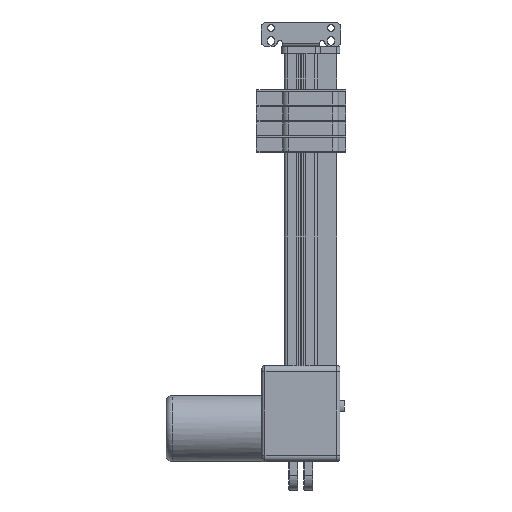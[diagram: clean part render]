
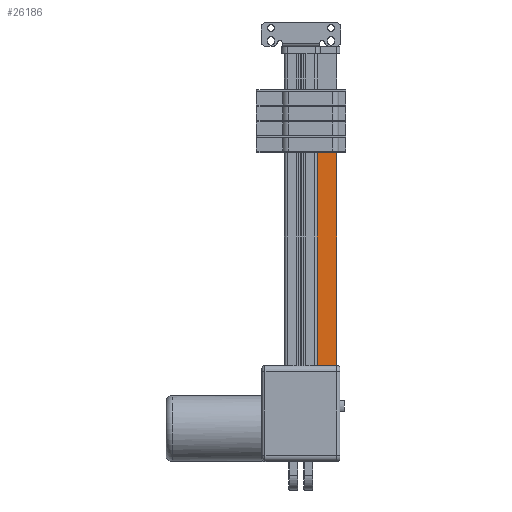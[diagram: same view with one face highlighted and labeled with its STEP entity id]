
A CAD part, front view. The second image highlights one B-rep face of the part: STEP entity #26186.
In plain terms, the highlighted planar face has unit normal (0, -1, 0).
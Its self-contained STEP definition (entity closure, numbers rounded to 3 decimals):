
#3129 = PLANE('',#3130);
#3130 = AXIS2_PLACEMENT_3D('',#3131,#3132,#3133);
#3131 = CARTESIAN_POINT('',(-10.319,0.,225.425));
#3132 = DIRECTION('',(0.,0.,1.));
#3133 = DIRECTION('',(1.,0.,0.));
#9815 = VERTEX_POINT('',#9816);
#9816 = CARTESIAN_POINT('',(3.969,6.35,225.425));
#9830 = PLANE('',#9831);
#9831 = AXIS2_PLACEMENT_3D('',#9832,#9833,#9834);
#9832 = CARTESIAN_POINT('',(3.969,4.,1093.47));
#9833 = DIRECTION('',(-1.,0.,0.));
#9834 = DIRECTION('',(0.,1.,0.));
#9842 = EDGE_CURVE('',#9843,#9815,#9845,.T.);
#9843 = VERTEX_POINT('',#9844);
#9844 = CARTESIAN_POINT('',(27.481,6.35,225.425));
#9845 = SURFACE_CURVE('',#9846,(#9850,#9857),.PCURVE_S1.);
#9846 = LINE('',#9847,#9848);
#9847 = CARTESIAN_POINT('',(-1.588,6.35,225.425));
#9848 = VECTOR('',#9849,1.);
#9849 = DIRECTION('',(-1.,0.,0.));
#9850 = PCURVE('',#3129,#9851);
#9851 = DEFINITIONAL_REPRESENTATION('',(#9852),#9856);
#9852 = LINE('',#9853,#9854);
#9853 = CARTESIAN_POINT('',(8.731,6.35));
#9854 = VECTOR('',#9855,1.);
#9855 = DIRECTION('',(-1.,0.));
#9856 = ( GEOMETRIC_REPRESENTATION_CONTEXT(2) 
PARAMETRIC_REPRESENTATION_CONTEXT() REPRESENTATION_CONTEXT('2D SPACE',''
  ) );
#9857 = PCURVE('',#9858,#9863);
#9858 = PLANE('',#9859);
#9859 = AXIS2_PLACEMENT_3D('',#9860,#9861,#9862);
#9860 = CARTESIAN_POINT('',(7.144,6.35,0.));
#9861 = DIRECTION('',(0.,-1.,0.));
#9862 = DIRECTION('',(1.,0.,0.));
#9863 = DEFINITIONAL_REPRESENTATION('',(#9864),#9868);
#9864 = LINE('',#9865,#9866);
#9865 = CARTESIAN_POINT('',(-8.731,225.425));
#9866 = VECTOR('',#9867,1.);
#9867 = DIRECTION('',(-1.,0.));
#9868 = ( GEOMETRIC_REPRESENTATION_CONTEXT(2) 
PARAMETRIC_REPRESENTATION_CONTEXT() REPRESENTATION_CONTEXT('2D SPACE',''
  ) );
#9889 = CYLINDRICAL_SURFACE('',#9890,0.3);
#9890 = AXIS2_PLACEMENT_3D('',#9891,#9892,#9893);
#9891 = CARTESIAN_POINT('',(27.481,6.65,0.));
#9892 = DIRECTION('',(0.,0.,1.));
#9893 = DIRECTION('',(0.707,-0.707,0.));
#22067 = PLANE('',#22068);
#22068 = AXIS2_PLACEMENT_3D('',#22069,#22070,#22071);
#22069 = CARTESIAN_POINT('',(-10.319,42.863,0.));
#22070 = DIRECTION('',(0.,0.,1.));
#22071 = DIRECTION('',(1.,0.,0.));
#26144 = VERTEX_POINT('',#26145);
#26145 = CARTESIAN_POINT('',(3.969,6.35,0.));
#26166 = EDGE_CURVE('',#9815,#26144,#26167,.T.);
#26167 = SURFACE_CURVE('',#26168,(#26172,#26179),.PCURVE_S1.);
#26168 = LINE('',#26169,#26170);
#26169 = CARTESIAN_POINT('',(3.969,6.35,1093.47));
#26170 = VECTOR('',#26171,1.);
#26171 = DIRECTION('',(0.,0.,-1.));
#26172 = PCURVE('',#9830,#26173);
#26173 = DEFINITIONAL_REPRESENTATION('',(#26174),#26178);
#26174 = LINE('',#26175,#26176);
#26175 = CARTESIAN_POINT('',(2.35,0.));
#26176 = VECTOR('',#26177,1.);
#26177 = DIRECTION('',(0.,1.));
#26178 = ( GEOMETRIC_REPRESENTATION_CONTEXT(2) 
PARAMETRIC_REPRESENTATION_CONTEXT() REPRESENTATION_CONTEXT('2D SPACE',''
  ) );
#26179 = PCURVE('',#9858,#26180);
#26180 = DEFINITIONAL_REPRESENTATION('',(#26181),#26185);
#26181 = LINE('',#26182,#26183);
#26182 = CARTESIAN_POINT('',(-3.175,1093.47));
#26183 = VECTOR('',#26184,1.);
#26184 = DIRECTION('',(0.,-1.));
#26185 = ( GEOMETRIC_REPRESENTATION_CONTEXT(2) 
PARAMETRIC_REPRESENTATION_CONTEXT() REPRESENTATION_CONTEXT('2D SPACE',''
  ) );
#26186 = ADVANCED_FACE('',(#26187),#9858,.T.);
#26187 = FACE_BOUND('',#26188,.T.);
#26188 = EDGE_LOOP('',(#26189,#26190,#26191,#26214));
#26189 = ORIENTED_EDGE('',*,*,#9842,.T.);
#26190 = ORIENTED_EDGE('',*,*,#26166,.T.);
#26191 = ORIENTED_EDGE('',*,*,#26192,.F.);
#26192 = EDGE_CURVE('',#26193,#26144,#26195,.T.);
#26193 = VERTEX_POINT('',#26194);
#26194 = CARTESIAN_POINT('',(27.481,6.35,0.));
#26195 = SURFACE_CURVE('',#26196,(#26200,#26207),.PCURVE_S1.);
#26196 = LINE('',#26197,#26198);
#26197 = CARTESIAN_POINT('',(0.627,6.35,0.));
#26198 = VECTOR('',#26199,1.);
#26199 = DIRECTION('',(-1.,0.,0.));
#26200 = PCURVE('',#9858,#26201);
#26201 = DEFINITIONAL_REPRESENTATION('',(#26202),#26206);
#26202 = LINE('',#26203,#26204);
#26203 = CARTESIAN_POINT('',(-6.517,0.));
#26204 = VECTOR('',#26205,1.);
#26205 = DIRECTION('',(-1.,0.));
#26206 = ( GEOMETRIC_REPRESENTATION_CONTEXT(2) 
PARAMETRIC_REPRESENTATION_CONTEXT() REPRESENTATION_CONTEXT('2D SPACE',''
  ) );
#26207 = PCURVE('',#22067,#26208);
#26208 = DEFINITIONAL_REPRESENTATION('',(#26209),#26213);
#26209 = LINE('',#26210,#26211);
#26210 = CARTESIAN_POINT('',(10.945,-36.513));
#26211 = VECTOR('',#26212,1.);
#26212 = DIRECTION('',(-1.,0.));
#26213 = ( GEOMETRIC_REPRESENTATION_CONTEXT(2) 
PARAMETRIC_REPRESENTATION_CONTEXT() REPRESENTATION_CONTEXT('2D SPACE',''
  ) );
#26214 = ORIENTED_EDGE('',*,*,#26215,.F.);
#26215 = EDGE_CURVE('',#9843,#26193,#26216,.T.);
#26216 = SURFACE_CURVE('',#26217,(#26221,#26228),.PCURVE_S1.);
#26217 = LINE('',#26218,#26219);
#26218 = CARTESIAN_POINT('',(27.481,6.35,0.));
#26219 = VECTOR('',#26220,1.);
#26220 = DIRECTION('',(0.,0.,-1.));
#26221 = PCURVE('',#9858,#26222);
#26222 = DEFINITIONAL_REPRESENTATION('',(#26223),#26227);
#26223 = LINE('',#26224,#26225);
#26224 = CARTESIAN_POINT('',(20.338,0.));
#26225 = VECTOR('',#26226,1.);
#26226 = DIRECTION('',(0.,-1.));
#26227 = ( GEOMETRIC_REPRESENTATION_CONTEXT(2) 
PARAMETRIC_REPRESENTATION_CONTEXT() REPRESENTATION_CONTEXT('2D SPACE',''
  ) );
#26228 = PCURVE('',#9889,#26229);
#26229 = DEFINITIONAL_REPRESENTATION('',(#26230),#26256);
#26230 = B_SPLINE_CURVE_WITH_KNOTS('',3,(#26231,#26232,#26233,#26234,
    #26235,#26236,#26237,#26238,#26239,#26240,#26241,#26242,#26243,
    #26244,#26245,#26246,#26247,#26248,#26249,#26250,#26251,#26252,
    #26253,#26254,#26255),.UNSPECIFIED.,.F.,.F.,(4,1,1,1,1,1,1,1,1,1,1,1
    ,1,1,1,1,1,1,1,1,1,1,4),(-225.425,-215.178,-204.932,
    -194.685,-184.439,-174.192,-163.945,
    -153.699,-143.452,-133.206,-122.959,
    -112.713,-102.466,-92.219,-81.973,
    -71.726,-61.48,-51.233,-40.986,
    -30.74,-20.493,-10.247,0.),
  .UNSPECIFIED.);
#26231 = CARTESIAN_POINT('',(5.498,225.425));
#26232 = CARTESIAN_POINT('',(5.498,222.009));
#26233 = CARTESIAN_POINT('',(5.498,215.178));
#26234 = CARTESIAN_POINT('',(5.498,204.932));
#26235 = CARTESIAN_POINT('',(5.498,194.685));
#26236 = CARTESIAN_POINT('',(5.498,184.439));
#26237 = CARTESIAN_POINT('',(5.498,174.192));
#26238 = CARTESIAN_POINT('',(5.498,163.945));
#26239 = CARTESIAN_POINT('',(5.498,153.699));
#26240 = CARTESIAN_POINT('',(5.498,143.452));
#26241 = CARTESIAN_POINT('',(5.498,133.206));
#26242 = CARTESIAN_POINT('',(5.498,122.959));
#26243 = CARTESIAN_POINT('',(5.498,112.713));
#26244 = CARTESIAN_POINT('',(5.498,102.466));
#26245 = CARTESIAN_POINT('',(5.498,92.219));
#26246 = CARTESIAN_POINT('',(5.498,81.973));
#26247 = CARTESIAN_POINT('',(5.498,71.726));
#26248 = CARTESIAN_POINT('',(5.498,61.48));
#26249 = CARTESIAN_POINT('',(5.498,51.233));
#26250 = CARTESIAN_POINT('',(5.498,40.986));
#26251 = CARTESIAN_POINT('',(5.498,30.74));
#26252 = CARTESIAN_POINT('',(5.498,20.493));
#26253 = CARTESIAN_POINT('',(5.498,10.247));
#26254 = CARTESIAN_POINT('',(5.498,3.416));
#26255 = CARTESIAN_POINT('',(5.498,0.));
#26256 = ( GEOMETRIC_REPRESENTATION_CONTEXT(2) 
PARAMETRIC_REPRESENTATION_CONTEXT() REPRESENTATION_CONTEXT('2D SPACE',''
  ) );
